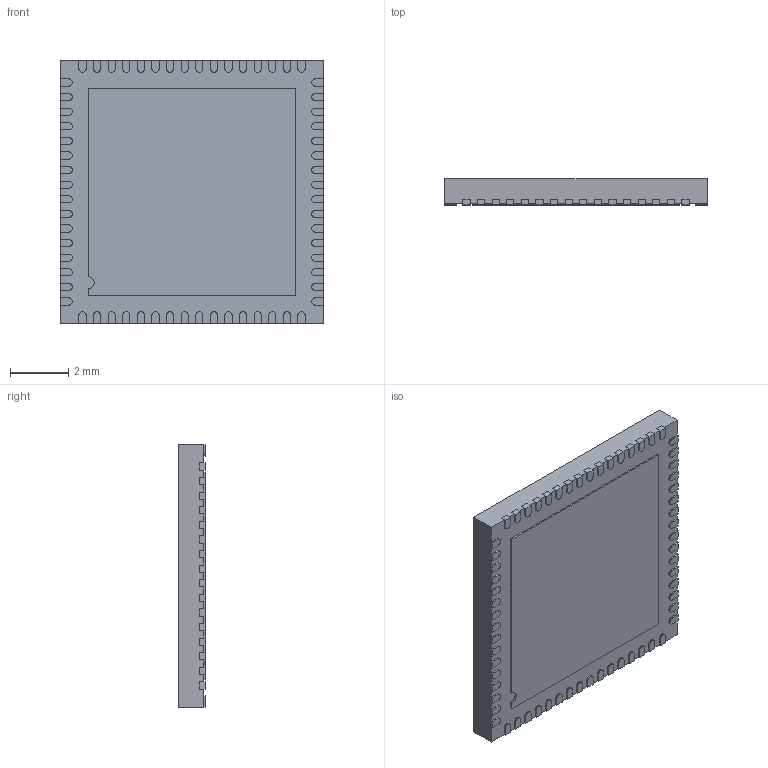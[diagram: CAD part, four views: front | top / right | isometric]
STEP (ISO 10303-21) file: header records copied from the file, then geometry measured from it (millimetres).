
FILE_DESCRIPTION (( 'STEP AP214' ), '1' );
FILE_NAME ('AT91SAM7S64C-MU-999.STEP', '2020-05-06T06:47:26', ( '' ), ( '' ), 'SwSTEP 2.0', 'SolidWorks 2017', '' );
FILE_SCHEMA (( 'AUTOMOTIVE_DESIGN' ));
Length unit declared in the file: millimetre
Products named in the file (1): AT91SAM7S64C-MU-999
Bounding box: 9 x 0.9 x 9 mm (x, y, z)
Volume: 71.7 mm3; surface area: 338.2 mm2
Topology: 67 solids, 67 shells, 700 faces, 1692 edges, 1128 vertices
Faces by surface type: plane 534, cylinder 166
Entity records: 20936 total; most frequent: CARTESIAN_POINT 3521, DIRECTION 3426, ORIENTED_EDGE 3384, EDGE_CURVE 1692, VECTOR 1360, LINE 1360, VERTEX_POINT 1128, AXIS2_PLACEMENT_3D 1033
